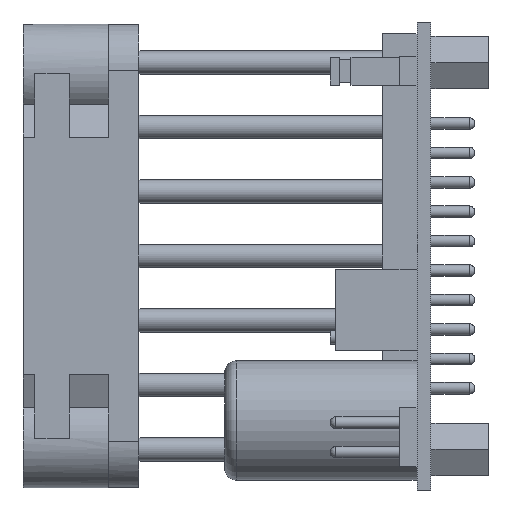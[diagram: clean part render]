
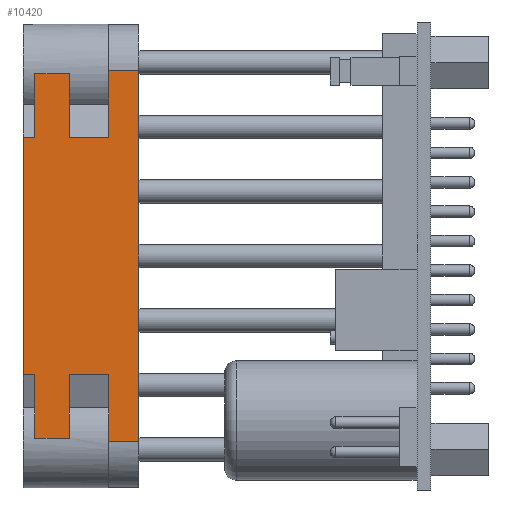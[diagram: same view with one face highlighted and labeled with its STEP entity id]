
A CAD part, left-side view. The second image highlights one B-rep face of the part: STEP entity #10420.
In plain terms, the highlighted planar face has unit normal (-1, 0, 0).
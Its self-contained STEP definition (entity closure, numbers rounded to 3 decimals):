
#105 = CARTESIAN_POINT ( 'NONE',  ( -18.784, 103.775, 26.992 ) ) ;
#171 = EDGE_CURVE ( 'NONE', #6616, #922, #3070, .T. ) ;
#282 = LINE ( 'NONE', #2634, #20768 ) ;
#570 = EDGE_CURVE ( 'NONE', #17679, #12054, #11479, .T. ) ;
#612 = VERTEX_POINT ( 'NONE', #17997 ) ;
#686 = VECTOR ( 'NONE', #4850, 1000. ) ;
#786 = DIRECTION ( 'NONE',  ( 0., -1., 0. ) ) ;
#922 = VERTEX_POINT ( 'NONE', #4693 ) ;
#997 = CARTESIAN_POINT ( 'NONE',  ( -18.784, 110.15, -9.008 ) ) ;
#1109 = LINE ( 'NONE', #12488, #20202 ) ;
#1317 = LINE ( 'NONE', #11446, #6465 ) ;
#1636 = FACE_OUTER_BOUND ( 'NONE', #4984, .T. ) ;
#1923 = LINE ( 'NONE', #20502, #21327 ) ;
#2005 = DIRECTION ( 'NONE',  ( 0., 0., -1. ) ) ;
#2318 = DIRECTION ( 'NONE',  ( 0., -1., 0. ) ) ;
#2452 = EDGE_CURVE ( 'NONE', #18835, #19181, #282, .T. ) ;
#2480 = DIRECTION ( 'NONE',  ( -1., 0., 0. ) ) ;
#2634 = CARTESIAN_POINT ( 'NONE',  ( -18.784, 116.15, -9.008 ) ) ;
#2993 = VERTEX_POINT ( 'NONE', #20100 ) ;
#2997 = EDGE_CURVE ( 'NONE', #6616, #18661, #12425, .T. ) ;
#3015 = VECTOR ( 'NONE', #21596, 1000. ) ;
#3070 = LINE ( 'NONE', #6959, #7968 ) ;
#3102 = LINE ( 'NONE', #12839, #4729 ) ;
#3480 = CARTESIAN_POINT ( 'NONE',  ( -18.784, 107.15, -9.008 ) ) ;
#3583 = CARTESIAN_POINT ( 'NONE',  ( -18.784, 101.15, -13.008 ) ) ;
#3693 = ORIENTED_EDGE ( 'NONE', *, *, #20868, .T. ) ;
#3887 = ORIENTED_EDGE ( 'NONE', *, *, #2452, .T. ) ;
#4261 = EDGE_CURVE ( 'NONE', #9679, #6848, #1923, .T. ) ;
#4338 = DIRECTION ( 'NONE',  ( 0., 0., -1. ) ) ;
#4543 = VERTEX_POINT ( 'NONE', #8933 ) ;
#4693 = CARTESIAN_POINT ( 'NONE',  ( -18.784, 111.15, -3.271 ) ) ;
#4729 = VECTOR ( 'NONE', #4338, 1000. ) ;
#4811 = VERTEX_POINT ( 'NONE', #11574 ) ;
#4850 = DIRECTION ( 'NONE',  ( 0., 0., -1. ) ) ;
#4984 = EDGE_LOOP ( 'NONE', ( #10985, #9511, #14123, #9803, #15032, #14928, #16599, #7872, #11406, #3887, #8667, #14354, #20274, #10769, #19274, #21619, #20722, #3693 ) ) ;
#5193 = DIRECTION ( 'NONE',  ( 0., 0., -1. ) ) ;
#5768 = LINE ( 'NONE', #3480, #12024 ) ;
#6200 = LINE ( 'NONE', #105, #14323 ) ;
#6235 = DIRECTION ( 'NONE',  ( 0., 0., -1. ) ) ;
#6259 = CARTESIAN_POINT ( 'NONE',  ( -18.784, 107.15, 22.709 ) ) ;
#6465 = VECTOR ( 'NONE', #18259, 1000. ) ;
#6616 = VERTEX_POINT ( 'NONE', #12910 ) ;
#6631 = CARTESIAN_POINT ( 'NONE',  ( -18.784, 110.15, 17.256 ) ) ;
#6848 = VERTEX_POINT ( 'NONE', #11637 ) ;
#6959 = CARTESIAN_POINT ( 'NONE',  ( -18.784, 111.15, -13.008 ) ) ;
#7018 = LINE ( 'NONE', #9551, #9740 ) ;
#7024 = VERTEX_POINT ( 'NONE', #7371 ) ;
#7048 = DIRECTION ( 'NONE',  ( 0., 0., 1. ) ) ;
#7174 = CARTESIAN_POINT ( 'NONE',  ( -18.784, 110.15, -9.008 ) ) ;
#7246 = DIRECTION ( 'NONE',  ( 0., 0., -1. ) ) ;
#7371 = CARTESIAN_POINT ( 'NONE',  ( -18.784, 110.15, -8.725 ) ) ;
#7478 = LINE ( 'NONE', #7174, #20615 ) ;
#7606 = DIRECTION ( 'NONE',  ( 0., 0., 1. ) ) ;
#7703 = DIRECTION ( 'NONE',  ( 0., 0., -1. ) ) ;
#7872 = ORIENTED_EDGE ( 'NONE', *, *, #20149, .T. ) ;
#7905 = EDGE_CURVE ( 'NONE', #4811, #11467, #15385, .T. ) ;
#7968 = VECTOR ( 'NONE', #5193, 1000. ) ;
#8287 = CARTESIAN_POINT ( 'NONE',  ( -18.784, 103.775, -4.365 ) ) ;
#8611 = LINE ( 'NONE', #997, #11325 ) ;
#8667 = ORIENTED_EDGE ( 'NONE', *, *, #19790, .T. ) ;
#8752 = DIRECTION ( 'NONE',  ( 0., 0., 1. ) ) ;
#8882 = CARTESIAN_POINT ( 'NONE',  ( -18.784, 107.15, 17.256 ) ) ;
#8933 = CARTESIAN_POINT ( 'NONE',  ( -18.784, 103.775, -8.725 ) ) ;
#9232 = EDGE_CURVE ( 'NONE', #17679, #11467, #5768, .T. ) ;
#9401 = CARTESIAN_POINT ( 'NONE',  ( -18.784, 113.525, 17.256 ) ) ;
#9511 = ORIENTED_EDGE ( 'NONE', *, *, #171, .T. ) ;
#9527 = CARTESIAN_POINT ( 'NONE',  ( -18.784, 113.525, 17.256 ) ) ;
#9551 = CARTESIAN_POINT ( 'NONE',  ( -18.784, 113.525, -3.271 ) ) ;
#9679 = VERTEX_POINT ( 'NONE', #10389 ) ;
#9740 = VECTOR ( 'NONE', #16538, 1000. ) ;
#9788 = CARTESIAN_POINT ( 'NONE',  ( -18.784, 113.775, 22.709 ) ) ;
#9803 = ORIENTED_EDGE ( 'NONE', *, *, #20047, .T. ) ;
#10334 = CARTESIAN_POINT ( 'NONE',  ( -18.784, 103.775, 26.992 ) ) ;
#10389 = CARTESIAN_POINT ( 'NONE',  ( -18.784, 107.15, -8.725 ) ) ;
#10420 = ADVANCED_FACE ( 'NONE', ( #1636 ), #16558, .T. ) ;
#10769 = ORIENTED_EDGE ( 'NONE', *, *, #12900, .T. ) ;
#10985 = ORIENTED_EDGE ( 'NONE', *, *, #2997, .F. ) ;
#11009 = DIRECTION ( 'NONE',  ( 0., -1., 0. ) ) ;
#11198 = EDGE_CURVE ( 'NONE', #15155, #612, #12433, .T. ) ;
#11325 = VECTOR ( 'NONE', #6235, 1000. ) ;
#11406 = ORIENTED_EDGE ( 'NONE', *, *, #21019, .T. ) ;
#11446 = CARTESIAN_POINT ( 'NONE',  ( -18.784, 116.15, 22.992 ) ) ;
#11467 = VERTEX_POINT ( 'NONE', #6259 ) ;
#11479 = LINE ( 'NONE', #9527, #20523 ) ;
#11534 = DIRECTION ( 'NONE',  ( 0., 0., 1. ) ) ;
#11574 = CARTESIAN_POINT ( 'NONE',  ( -18.784, 110.15, 22.709 ) ) ;
#11637 = CARTESIAN_POINT ( 'NONE',  ( -18.784, 107.15, -3.271 ) ) ;
#12024 = VECTOR ( 'NONE', #7048, 1000. ) ;
#12054 = VERTEX_POINT ( 'NONE', #20600 ) ;
#12339 = EDGE_CURVE ( 'NONE', #922, #2993, #1109, .T. ) ;
#12425 = LINE ( 'NONE', #9401, #19326 ) ;
#12433 = LINE ( 'NONE', #10334, #21272 ) ;
#12488 = CARTESIAN_POINT ( 'NONE',  ( -18.784, 113.525, -3.271 ) ) ;
#12839 = CARTESIAN_POINT ( 'NONE',  ( -18.784, 103.775, -13.008 ) ) ;
#12900 = EDGE_CURVE ( 'NONE', #612, #12054, #6200, .T. ) ;
#12910 = CARTESIAN_POINT ( 'NONE',  ( -18.784, 111.15, 17.256 ) ) ;
#13131 = AXIS2_PLACEMENT_3D ( 'NONE', #21737, #2480, #7606 ) ;
#13199 = VECTOR ( 'NONE', #22317, 1000. ) ;
#13345 = LINE ( 'NONE', #16192, #3015 ) ;
#14123 = ORIENTED_EDGE ( 'NONE', *, *, #12339, .T. ) ;
#14323 = VECTOR ( 'NONE', #7703, 1000. ) ;
#14354 = ORIENTED_EDGE ( 'NONE', *, *, #22573, .T. ) ;
#14729 = DIRECTION ( 'NONE',  ( 0., -1., 0. ) ) ;
#14928 = ORIENTED_EDGE ( 'NONE', *, *, #4261, .T. ) ;
#15032 = ORIENTED_EDGE ( 'NONE', *, *, #21947, .T. ) ;
#15155 = VERTEX_POINT ( 'NONE', #22524 ) ;
#15385 = LINE ( 'NONE', #9788, #13199 ) ;
#15967 = VECTOR ( 'NONE', #8752, 1000. ) ;
#16192 = CARTESIAN_POINT ( 'NONE',  ( -18.784, 113.775, -8.725 ) ) ;
#16538 = DIRECTION ( 'NONE',  ( 0., -1., 0. ) ) ;
#16558 = PLANE ( 'NONE',  #13131 ) ;
#16599 = ORIENTED_EDGE ( 'NONE', *, *, #22603, .T. ) ;
#17609 = CARTESIAN_POINT ( 'NONE',  ( -18.784, 103.775, -3.271 ) ) ;
#17679 = VERTEX_POINT ( 'NONE', #8882 ) ;
#17775 = CARTESIAN_POINT ( 'NONE',  ( -18.784, 101.15, -9.008 ) ) ;
#17997 = CARTESIAN_POINT ( 'NONE',  ( -18.784, 103.775, 22.709 ) ) ;
#18259 = DIRECTION ( 'NONE',  ( 0., 1., 0. ) ) ;
#18475 = VERTEX_POINT ( 'NONE', #21697 ) ;
#18661 = VERTEX_POINT ( 'NONE', #6631 ) ;
#18835 = VERTEX_POINT ( 'NONE', #20779 ) ;
#19181 = VERTEX_POINT ( 'NONE', #17775 ) ;
#19274 = ORIENTED_EDGE ( 'NONE', *, *, #570, .F. ) ;
#19326 = VECTOR ( 'NONE', #2318, 1000. ) ;
#19790 = EDGE_CURVE ( 'NONE', #19181, #18475, #22582, .T. ) ;
#20047 = EDGE_CURVE ( 'NONE', #2993, #7024, #8611, .T. ) ;
#20100 = CARTESIAN_POINT ( 'NONE',  ( -18.784, 110.15, -3.271 ) ) ;
#20149 = EDGE_CURVE ( 'NONE', #20944, #4543, #22270, .T. ) ;
#20202 = VECTOR ( 'NONE', #11009, 1000. ) ;
#20274 = ORIENTED_EDGE ( 'NONE', *, *, #11198, .T. ) ;
#20502 = CARTESIAN_POINT ( 'NONE',  ( -18.784, 107.15, -9.008 ) ) ;
#20523 = VECTOR ( 'NONE', #786, 1000. ) ;
#20600 = CARTESIAN_POINT ( 'NONE',  ( -18.784, 103.775, 17.256 ) ) ;
#20615 = VECTOR ( 'NONE', #7246, 1000. ) ;
#20722 = ORIENTED_EDGE ( 'NONE', *, *, #7905, .F. ) ;
#20768 = VECTOR ( 'NONE', #14729, 1000. ) ;
#20779 = CARTESIAN_POINT ( 'NONE',  ( -18.784, 103.775, -9.008 ) ) ;
#20868 = EDGE_CURVE ( 'NONE', #4811, #18661, #7478, .T. ) ;
#20944 = VERTEX_POINT ( 'NONE', #17609 ) ;
#21019 = EDGE_CURVE ( 'NONE', #4543, #18835, #3102, .T. ) ;
#21272 = VECTOR ( 'NONE', #2005, 1000. ) ;
#21327 = VECTOR ( 'NONE', #11534, 1000. ) ;
#21596 = DIRECTION ( 'NONE',  ( 0., -1., 0. ) ) ;
#21619 = ORIENTED_EDGE ( 'NONE', *, *, #9232, .T. ) ;
#21697 = CARTESIAN_POINT ( 'NONE',  ( -18.784, 101.15, 22.992 ) ) ;
#21737 = CARTESIAN_POINT ( 'NONE',  ( -18.784, 116.15, -13.008 ) ) ;
#21947 = EDGE_CURVE ( 'NONE', #7024, #9679, #13345, .T. ) ;
#22270 = LINE ( 'NONE', #8287, #686 ) ;
#22317 = DIRECTION ( 'NONE',  ( 0., -1., 0. ) ) ;
#22524 = CARTESIAN_POINT ( 'NONE',  ( -18.784, 103.775, 22.992 ) ) ;
#22573 = EDGE_CURVE ( 'NONE', #18475, #15155, #1317, .T. ) ;
#22582 = LINE ( 'NONE', #3583, #15967 ) ;
#22603 = EDGE_CURVE ( 'NONE', #6848, #20944, #7018, .T. ) ;
